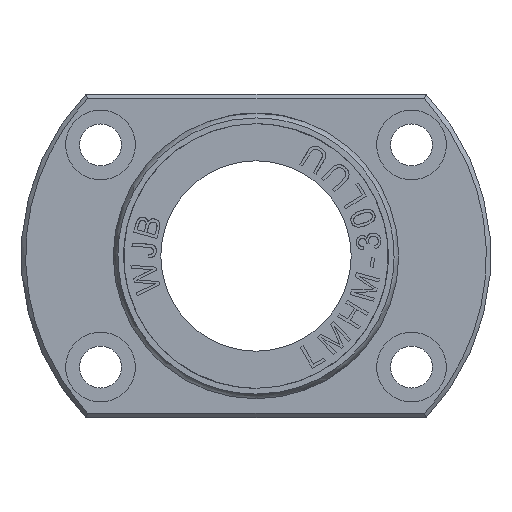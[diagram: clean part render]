
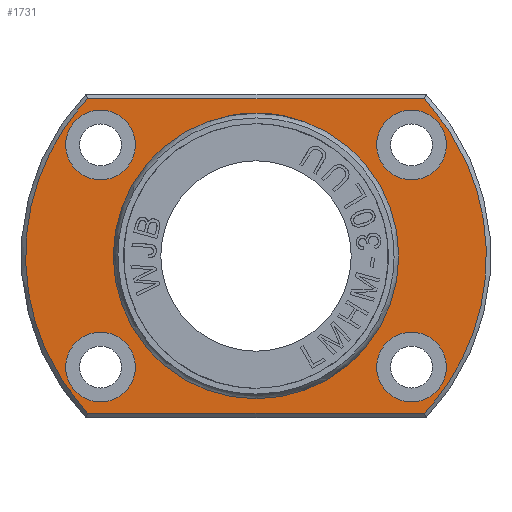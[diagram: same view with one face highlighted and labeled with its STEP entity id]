
A CAD part, left-side view. The second image highlights one B-rep face of the part: STEP entity #1731.
In plain terms, the highlighted planar face has unit normal (-1, 0, 0).
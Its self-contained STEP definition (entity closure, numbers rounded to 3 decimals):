
#159=PLANE('',#7399);
#1623=FACE_BOUND('',#2548,.T.);
#1624=FACE_BOUND('',#2549,.T.);
#1625=FACE_BOUND('',#2550,.T.);
#1626=FACE_BOUND('',#2551,.T.);
#1627=FACE_BOUND('',#2552,.T.);
#1628=FACE_BOUND('',#2553,.T.);
#1731=ADVANCED_FACE('',(#1623,#1624,#1625,#1626,#1627,#1628),#159,.T.);
#2548=EDGE_LOOP('',(#3777,#3778));
#2549=EDGE_LOOP('',(#3779,#3780));
#2550=EDGE_LOOP('',(#3781,#3782));
#2551=EDGE_LOOP('',(#3783,#3784));
#2552=EDGE_LOOP('',(#3785,#3786,#3787,#3788));
#2553=EDGE_LOOP('',(#3789,#3790));
#2986=B_SPLINE_CURVE_WITH_KNOTS('',3,(#9240,#9241,#9242,#9243,#9244,#9245,
#9246,#9247,#9248,#9249),.UNSPECIFIED.,.F.,.F.,(4,2,2,2,4),(0.,0.25,0.5,
0.75,1.),.UNSPECIFIED.);
#3078=B_SPLINE_CURVE_WITH_KNOTS('',3,(#11098,#11099,#11100,#11101,#11102,
#11103,#11104,#11105,#11106,#11107),.UNSPECIFIED.,.F.,.F.,(4,2,2,2,4),(0.,
0.25,0.5,0.75,1.),.UNSPECIFIED.);
#3079=B_SPLINE_CURVE_WITH_KNOTS('',3,(#11110,#11111,#11112,#11113),.UNSPECIFIED.,
 .F.,.F.,(4,4),(0.,1.),.UNSPECIFIED.);
#3080=B_SPLINE_CURVE_WITH_KNOTS('',3,(#11114,#11115,#11116,#11117),.UNSPECIFIED.,
 .F.,.F.,(4,4),(0.,1.),.UNSPECIFIED.);
#3081=B_SPLINE_CURVE_WITH_KNOTS('',3,(#11118,#11119,#11120,#11121,#11122,
#11123,#11124,#11125,#11126,#11127),.UNSPECIFIED.,.F.,.F.,(4,2,2,2,4),(0.,
0.25,0.5,0.75,1.),.UNSPECIFIED.);
#3082=B_SPLINE_CURVE_WITH_KNOTS('',3,(#11130,#11131,#11132,#11133,#11134,
#11135,#11136,#11137,#11138,#11139),.UNSPECIFIED.,.F.,.F.,(4,2,2,2,4),(0.,
0.25,0.5,0.75,1.),.UNSPECIFIED.);
#3777=ORIENTED_EDGE('',*,*,#6529,.F.);
#3778=ORIENTED_EDGE('',*,*,#6530,.F.);
#3779=ORIENTED_EDGE('',*,*,#6531,.F.);
#3780=ORIENTED_EDGE('',*,*,#6532,.F.);
#3781=ORIENTED_EDGE('',*,*,#6533,.F.);
#3782=ORIENTED_EDGE('',*,*,#6534,.F.);
#3783=ORIENTED_EDGE('',*,*,#6535,.F.);
#3784=ORIENTED_EDGE('',*,*,#6536,.F.);
#3785=ORIENTED_EDGE('',*,*,#6537,.F.);
#3786=ORIENTED_EDGE('',*,*,#6538,.F.);
#3787=ORIENTED_EDGE('',*,*,#6222,.F.);
#3788=ORIENTED_EDGE('',*,*,#6539,.F.);
#3789=ORIENTED_EDGE('',*,*,#6540,.T.);
#3790=ORIENTED_EDGE('',*,*,#6541,.T.);
#5522=VERTEX_POINT('',#9239);
#5523=VERTEX_POINT('',#9250);
#5827=VERTEX_POINT('',#11083);
#5828=VERTEX_POINT('',#11084);
#5829=VERTEX_POINT('',#11087);
#5830=VERTEX_POINT('',#11088);
#5831=VERTEX_POINT('',#11091);
#5832=VERTEX_POINT('',#11092);
#5833=VERTEX_POINT('',#11095);
#5834=VERTEX_POINT('',#11096);
#5835=VERTEX_POINT('',#11108);
#5836=VERTEX_POINT('',#11109);
#5837=VERTEX_POINT('',#11128);
#5838=VERTEX_POINT('',#11129);
#6222=EDGE_CURVE('',#5522,#5523,#2986,.T.);
#6529=EDGE_CURVE('',#5827,#5828,#7278,.T.);
#6530=EDGE_CURVE('',#5828,#5827,#7279,.T.);
#6531=EDGE_CURVE('',#5829,#5830,#7280,.T.);
#6532=EDGE_CURVE('',#5830,#5829,#7281,.T.);
#6533=EDGE_CURVE('',#5831,#5832,#7282,.T.);
#6534=EDGE_CURVE('',#5832,#5831,#7283,.T.);
#6535=EDGE_CURVE('',#5833,#5834,#7284,.T.);
#6536=EDGE_CURVE('',#5834,#5833,#7285,.T.);
#6537=EDGE_CURVE('',#5835,#5836,#3078,.T.);
#6538=EDGE_CURVE('',#5523,#5835,#3079,.T.);
#6539=EDGE_CURVE('',#5836,#5522,#3080,.T.);
#6540=EDGE_CURVE('',#5837,#5838,#3081,.T.);
#6541=EDGE_CURVE('',#5838,#5837,#3082,.T.);
#7278=CIRCLE('',#7391,5.5);
#7279=CIRCLE('',#7392,5.5);
#7280=CIRCLE('',#7393,5.5);
#7281=CIRCLE('',#7394,5.5);
#7282=CIRCLE('',#7395,5.5);
#7283=CIRCLE('',#7396,5.5);
#7284=CIRCLE('',#7397,5.5);
#7285=CIRCLE('',#7398,5.5);
#7391=AXIS2_PLACEMENT_3D('',#11082,#8034,#8035);
#7392=AXIS2_PLACEMENT_3D('',#11085,#8036,#8037);
#7393=AXIS2_PLACEMENT_3D('',#11086,#8038,#8039);
#7394=AXIS2_PLACEMENT_3D('',#11089,#8040,#8041);
#7395=AXIS2_PLACEMENT_3D('',#11090,#8042,#8043);
#7396=AXIS2_PLACEMENT_3D('',#11093,#8044,#8045);
#7397=AXIS2_PLACEMENT_3D('',#11094,#8046,#8047);
#7398=AXIS2_PLACEMENT_3D('',#11097,#8048,#8049);
#7399=AXIS2_PLACEMENT_3D('',#11140,#8050,#8051);
#8034=DIRECTION('',(-1.,0.,0.));
#8035=DIRECTION('',(0.,0.,1.));
#8036=DIRECTION('',(-1.,0.,0.));
#8037=DIRECTION('',(0.,0.,1.));
#8038=DIRECTION('',(-1.,0.,0.));
#8039=DIRECTION('',(0.,0.,1.));
#8040=DIRECTION('',(-1.,0.,0.));
#8041=DIRECTION('',(0.,0.,1.));
#8042=DIRECTION('',(-1.,0.,0.));
#8043=DIRECTION('',(0.,0.,1.));
#8044=DIRECTION('',(-1.,0.,0.));
#8045=DIRECTION('',(0.,0.,1.));
#8046=DIRECTION('',(-1.,0.,0.));
#8047=DIRECTION('',(0.,0.,1.));
#8048=DIRECTION('',(-1.,0.,0.));
#8049=DIRECTION('',(0.,0.,1.));
#8050=DIRECTION('',(-1.,0.,0.));
#8051=DIRECTION('',(0.,0.,1.));
#9239=CARTESIAN_POINT('',(0.,26.508,-24.8));
#9240=CARTESIAN_POINT('',(0.,26.508,-24.8));
#9241=CARTESIAN_POINT('',(0.,29.616,-21.477));
#9242=CARTESIAN_POINT('',(0.,32.092,-17.564));
#9243=CARTESIAN_POINT('',(0.,35.434,-9.099));
#9244=CARTESIAN_POINT('',(0.,36.3,-4.55));
#9245=CARTESIAN_POINT('',(0.,36.3,4.55));
#9246=CARTESIAN_POINT('',(0.,35.434,9.099));
#9247=CARTESIAN_POINT('',(0.,32.092,17.564));
#9248=CARTESIAN_POINT('',(0.,29.616,21.477));
#9249=CARTESIAN_POINT('',(0.,26.508,24.8));
#9250=CARTESIAN_POINT('',(0.,26.508,24.8));
#11082=CARTESIAN_POINT('',(0.,-24.5,17.5));
#11083=CARTESIAN_POINT('',(0.,-24.5,23.));
#11084=CARTESIAN_POINT('',(0.,-24.5,12.));
#11085=CARTESIAN_POINT('',(0.,-24.5,17.5));
#11086=CARTESIAN_POINT('',(0.,24.5,17.5));
#11087=CARTESIAN_POINT('',(0.,24.5,23.));
#11088=CARTESIAN_POINT('',(0.,24.5,12.));
#11089=CARTESIAN_POINT('',(0.,24.5,17.5));
#11090=CARTESIAN_POINT('',(0.,-24.5,-17.5));
#11091=CARTESIAN_POINT('',(0.,-24.5,-12.));
#11092=CARTESIAN_POINT('',(0.,-24.5,-23.));
#11093=CARTESIAN_POINT('',(0.,-24.5,-17.5));
#11094=CARTESIAN_POINT('',(0.,24.5,-17.5));
#11095=CARTESIAN_POINT('',(0.,24.5,-12.));
#11096=CARTESIAN_POINT('',(0.,24.5,-23.));
#11097=CARTESIAN_POINT('',(0.,24.5,-17.5));
#11098=CARTESIAN_POINT('',(0.,-26.508,24.8));
#11099=CARTESIAN_POINT('',(0.,-29.616,21.477));
#11100=CARTESIAN_POINT('',(0.,-32.092,17.564));
#11101=CARTESIAN_POINT('',(0.,-35.434,9.099));
#11102=CARTESIAN_POINT('',(0.,-36.3,4.55));
#11103=CARTESIAN_POINT('',(0.,-36.3,-4.55));
#11104=CARTESIAN_POINT('',(0.,-35.434,-9.099));
#11105=CARTESIAN_POINT('',(0.,-32.092,-17.564));
#11106=CARTESIAN_POINT('',(0.,-29.616,-21.477));
#11107=CARTESIAN_POINT('',(0.,-26.508,-24.8));
#11108=CARTESIAN_POINT('',(0.,-26.508,24.8));
#11109=CARTESIAN_POINT('',(0.,-26.508,-24.8));
#11110=CARTESIAN_POINT('',(0.,26.508,24.8));
#11111=CARTESIAN_POINT('',(0.,8.836,24.8));
#11112=CARTESIAN_POINT('',(0.,-8.836,24.8));
#11113=CARTESIAN_POINT('',(0.,-26.508,24.8));
#11114=CARTESIAN_POINT('',(0.,-26.508,-24.8));
#11115=CARTESIAN_POINT('',(0.,-8.836,-24.8));
#11116=CARTESIAN_POINT('',(0.,8.836,-24.8));
#11117=CARTESIAN_POINT('',(0.,26.508,-24.8));
#11118=CARTESIAN_POINT('',(0.,0.,22.127));
#11119=CARTESIAN_POINT('',(0.,-5.814,22.126));
#11120=CARTESIAN_POINT('',(0.,-11.537,19.755));
#11121=CARTESIAN_POINT('',(0.,-19.755,11.537));
#11122=CARTESIAN_POINT('',(0.,-22.127,5.811));
#11123=CARTESIAN_POINT('',(0.,-22.126,-5.811));
#11124=CARTESIAN_POINT('',(0.,-19.755,-11.537));
#11125=CARTESIAN_POINT('',(0.,-11.537,-19.755));
#11126=CARTESIAN_POINT('',(0.,-5.814,-22.126));
#11127=CARTESIAN_POINT('',(0.,0.,-22.127));
#11128=CARTESIAN_POINT('',(0.,0.,22.127));
#11129=CARTESIAN_POINT('',(0.,0.,-22.127));
#11130=CARTESIAN_POINT('',(0.,0.,-22.127));
#11131=CARTESIAN_POINT('',(0.,5.814,-22.126));
#11132=CARTESIAN_POINT('',(0.,11.537,-19.755));
#11133=CARTESIAN_POINT('',(0.,19.755,-11.537));
#11134=CARTESIAN_POINT('',(0.,22.127,-5.811));
#11135=CARTESIAN_POINT('',(0.,22.126,5.811));
#11136=CARTESIAN_POINT('',(0.,19.755,11.537));
#11137=CARTESIAN_POINT('',(0.,11.537,19.755));
#11138=CARTESIAN_POINT('',(0.,5.814,22.126));
#11139=CARTESIAN_POINT('',(0.,0.,22.127));
#11140=CARTESIAN_POINT('',(0.,-37.026,-36.3));
